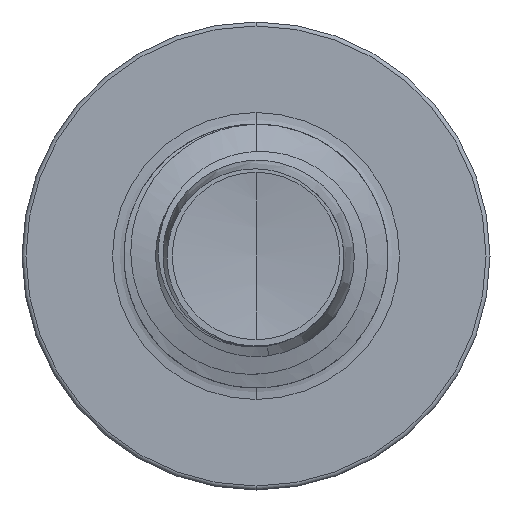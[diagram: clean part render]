
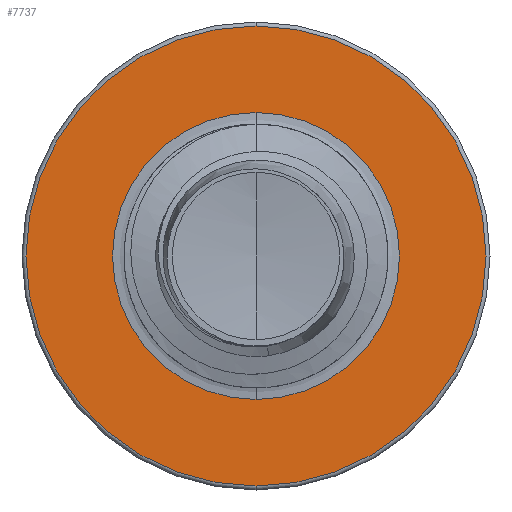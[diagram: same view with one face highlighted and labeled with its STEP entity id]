
A CAD part, front view. The second image highlights one B-rep face of the part: STEP entity #7737.
In plain terms, the highlighted planar face has unit normal (0, -1, 0).
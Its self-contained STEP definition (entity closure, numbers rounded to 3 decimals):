
#452 = FACE_BOUND ( 'NONE', #5362, .T. ) ;
#525 = FACE_OUTER_BOUND ( 'NONE', #6678, .T. ) ;
#608 = CIRCLE ( 'NONE', #10449, 1.196 ) ;
#736 = ORIENTED_EDGE ( 'NONE', *, *, #10406, .F. ) ;
#1006 = DIRECTION ( 'NONE',  ( 0., 0., 1. ) ) ;
#1011 = DIRECTION ( 'NONE',  ( 0., 1., 0. ) ) ;
#1046 = PLANE ( 'NONE',  #13535 ) ;
#1085 = DIRECTION ( 'NONE',  ( 0., 0., 1. ) ) ;
#1104 = DIRECTION ( 'NONE',  ( 0., 1., 0. ) ) ;
#1106 = CARTESIAN_POINT ( 'NONE',  ( 0., 4.5, 0. ) ) ;
#1273 = CARTESIAN_POINT ( 'NONE',  ( 0., 4.5, -1.196 ) ) ;
#1328 = CARTESIAN_POINT ( 'NONE',  ( 0., 4.5, 1.196 ) ) ;
#1389 = ORIENTED_EDGE ( 'NONE', *, *, #11433, .T. ) ;
#1661 = AXIS2_PLACEMENT_3D ( 'NONE', #1846, #9717, #3176 ) ;
#1846 = CARTESIAN_POINT ( 'NONE',  ( 0., 4.5, 0. ) ) ;
#3176 = DIRECTION ( 'NONE',  ( 0., 0., 1. ) ) ;
#3904 = VERTEX_POINT ( 'NONE', #13974 ) ;
#4073 = AXIS2_PLACEMENT_3D ( 'NONE', #4363, #11443, #5567 ) ;
#4363 = CARTESIAN_POINT ( 'NONE',  ( 0., 4.5, 0. ) ) ;
#4714 = CARTESIAN_POINT ( 'NONE',  ( 0., 4.5, 1.917 ) ) ;
#5362 = EDGE_LOOP ( 'NONE', ( #1389, #13159 ) ) ;
#5567 = DIRECTION ( 'NONE',  ( 0., 0., 1. ) ) ;
#5644 = DIRECTION ( 'NONE',  ( 0., 1., 0. ) ) ;
#6678 = EDGE_LOOP ( 'NONE', ( #736, #9118 ) ) ;
#7661 = EDGE_CURVE ( 'NONE', #11541, #9294, #608, .T. ) ;
#7737 = ADVANCED_FACE ( 'NONE', ( #525, #452 ), #1046, .F. ) ;
#8863 = CIRCLE ( 'NONE', #1661, 1.196 ) ;
#9118 = ORIENTED_EDGE ( 'NONE', *, *, #11446, .F. ) ;
#9158 = CIRCLE ( 'NONE', #4073, 1.917 ) ;
#9294 = VERTEX_POINT ( 'NONE', #1328 ) ;
#9717 = DIRECTION ( 'NONE',  ( 0., 1., 0. ) ) ;
#9755 = CARTESIAN_POINT ( 'NONE',  ( 0., 4.5, -1.196 ) ) ;
#10378 = AXIS2_PLACEMENT_3D ( 'NONE', #11493, #5644, #12411 ) ;
#10406 = EDGE_CURVE ( 'NONE', #12039, #3904, #9158, .T. ) ;
#10449 = AXIS2_PLACEMENT_3D ( 'NONE', #1106, #1104, #1085 ) ;
#11433 = EDGE_CURVE ( 'NONE', #9294, #11541, #8863, .T. ) ;
#11443 = DIRECTION ( 'NONE',  ( 0., 1., 0. ) ) ;
#11446 = EDGE_CURVE ( 'NONE', #3904, #12039, #14046, .T. ) ;
#11493 = CARTESIAN_POINT ( 'NONE',  ( 0., 4.5, 0. ) ) ;
#11541 = VERTEX_POINT ( 'NONE', #9755 ) ;
#12039 = VERTEX_POINT ( 'NONE', #4714 ) ;
#12411 = DIRECTION ( 'NONE',  ( 0., 0., 1. ) ) ;
#13159 = ORIENTED_EDGE ( 'NONE', *, *, #7661, .T. ) ;
#13535 = AXIS2_PLACEMENT_3D ( 'NONE', #1273, #1011, #1006 ) ;
#13974 = CARTESIAN_POINT ( 'NONE',  ( 0., 4.5, -1.917 ) ) ;
#14046 = CIRCLE ( 'NONE', #10378, 1.917 ) ;
